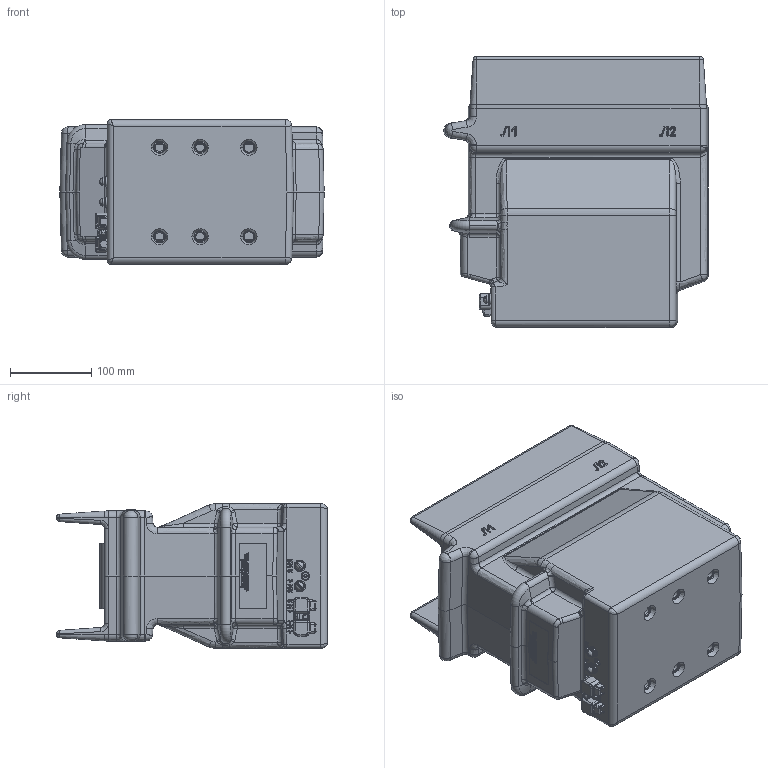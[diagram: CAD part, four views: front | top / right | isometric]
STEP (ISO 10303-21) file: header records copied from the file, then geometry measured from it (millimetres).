
FILE_DESCRIPTION (( 'STEP AP203' ), '1' );
FILE_NAME ('ﾒﾎﾋ-20-2 (2500ﾀ).STEP', '2018-02-15T04:41:24', ( '' ), ( '' ), 'SwSTEP 2.0', 'SolidWorks 2010', '' );
FILE_SCHEMA (( 'CONFIG_CONTROL_DESIGN' ));
Products named in the file (1): ﾒﾎﾋ-20-2 (2500ﾀ)
Bounding box: 325 x 333 x 178 mm (x, y, z)
Surface area: 454541.8 mm2 (no closed solid volume)
Topology: 0 solids, 52 shells, 793 faces, 3412 edges, 2623 vertices
Faces by surface type: plane 285, bspline 216, cylinder 160, cone 88, sphere 32, torus 12
Entity records: 49748 total; most frequent: CARTESIAN_POINT 25262, ORIENTED_EDGE 4914, DIRECTION 4032, EDGE_CURVE 3399, VERTEX_POINT 2623, LINE 1674, VECTOR 1674, AXIS2_PLACEMENT_3D 1179
